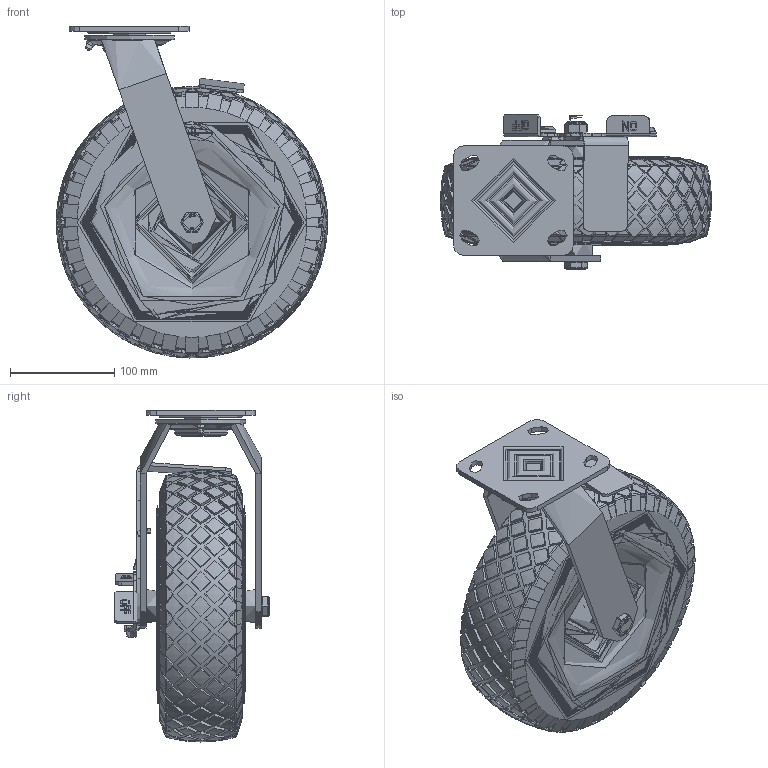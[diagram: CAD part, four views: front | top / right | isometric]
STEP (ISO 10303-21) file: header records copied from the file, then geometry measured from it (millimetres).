
FILE_DESCRIPTION(/* description */ ('','CAx-IF Rec.Pracs.---Representation and Presentation of Product Manufacturing Information (PMI)---4.0---2014-10-13'),/* implementation_level */ '2;1');
FILE_NAME(/* name */ 'BZFPC260MPUBDBK.step',/* time_stamp */ '2024-12-13T11:08:54Z',/* author */ (''),/* organization */ (''),/* preprocessor_version */ 'ST-DEVELOPER v20',/* originating_system */ 'Autodesk Translation Framework v13.20.0.188',/* authorisation */ '');
FILE_SCHEMA (('AP242_MANAGED_MODEL_BASED_3D_ENGINEERING_MIM_LF { 1 0 10303 442 1 1 4 }'));
Products named in the file (39): BZFPC260MPUBDBK; BZFPC260ASBK v1; FABRICATED STEEL TOP PLATE; FABRICATED STEEL FORKS; FABRICATED STEEL FORKS Geometry; GREASE NIPPLE; FABRICATED STEEL BRAKE; BRAKE PAD; PEDAL; SPACER; BZWMPUR26020D v1; TYRE260PUD; PUNCTURE PROOF TYRE; RIM300X4STGREYRB20X7; STEEL RIM; RIM; PLASTIC CAP; ROLLER BEARING; CAGE; Pattern; Component1; TUBEM20X105 v1; ZINC PLATED TUBE; WP20X40X2 v1; NYLON WASHER; Component1 (1); WP20X40X2 v1 (1); NYLON WASHER (1); Component1 (2); WM20X32X13 v1; ZINC PLATED WASHER; WM20X32X13 v1 (1); ZINC PLATED WASHER (1); BOLTM12X140Z8.8 v2; ZINC PLATED AXLE BOLT; NYLOCM12Z v1; NYLOC NUT; NUT; RUBBER
Assembly tree (45 placements, depth 6):
  BZFPC260MPUBDBK
    BZFPC260ASBK v1
      FABRICATED STEEL TOP PLATE
      FABRICATED STEEL FORKS
        FABRICATED STEEL FORKS Geometry
        GREASE NIPPLE
      FABRICATED STEEL BRAKE
        BRAKE PAD
        PEDAL
        SPACER
    BZWMPUR26020D v1
      TYRE260PUD
        PUNCTURE PROOF TYRE
      RIM300X4STGREYRB20X7
        STEEL RIM
          RIM
        PLASTIC CAP
        ROLLER BEARING
          CAGE
          Pattern
            Component1  x8
    TUBEM20X105 v1
      ZINC PLATED TUBE
    WP20X40X2 v1
      NYLON WASHER
        Component1 (1)
    WP20X40X2 v1 (1)
      NYLON WASHER (1)
        Component1 (2)
    WM20X32X13 v1
      ZINC PLATED WASHER
    WM20X32X13 v1 (1)
      ZINC PLATED WASHER (1)
    BOLTM12X140Z8.8 v2
      ZINC PLATED AXLE BOLT
    NYLOCM12Z v1
      NYLOC NUT
        NUT
        RUBBER
Bounding box: 260 x 148.5 x 317.97 mm (x, y, z)
Volume: 3772001.3 mm3; surface area: 463345.6 mm2
Topology: 28 solids, 28 shells, 2441 faces, 6206 edges, 3963 vertices
Faces by surface type: bspline 938, plane 738, cylinder 377, cone 220, torus 149, sphere 19
Full cylindrical faces by diameter (mm): 7.5 x8, 9 x1, 9.836 x21, 10 x1, 11.834 x21, 12 x3, 12.5 x1, 13 x2, 13.8 x1, 14 x2, 15.8 x1, 16.2 x1, 17.5 x1, 18.5 x1, 19 x1, 19.9 x1, 20 x3, 21 x5, 22 x1, 27 x1, 29.799 x1, 32 x2, 32.5 x2, 34 x1, 35 x3, 37.5 x2, 50.5 x1, 58 x1, 61.5 x2, 80 x1
Entity records: 101482 total; most frequent: CARTESIAN_POINT 49117, ORIENTED_EDGE 12368, DIRECTION 8038, EDGE_CURVE 6184, VERTEX_POINT 3949, AXIS2_PLACEMENT_3D 3077, B_SPLINE_CURVE_WITH_KNOTS 2648, EDGE_LOOP 2627
